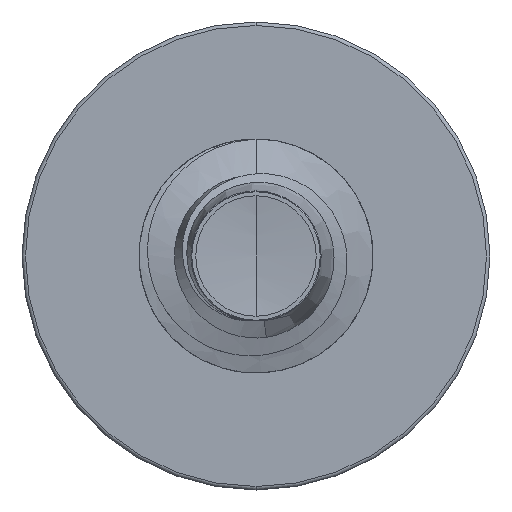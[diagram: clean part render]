
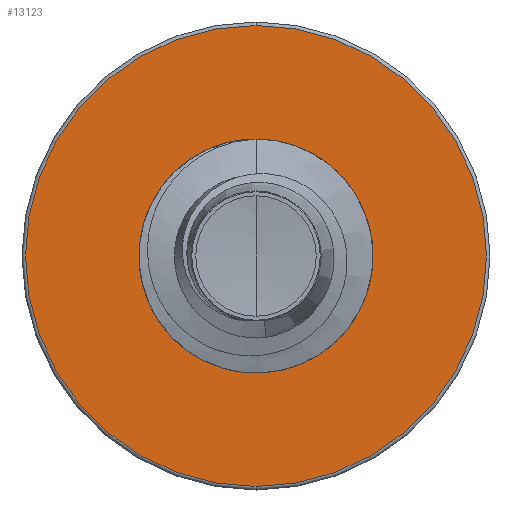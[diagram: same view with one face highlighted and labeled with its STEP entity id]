
A CAD part, front view. The second image highlights one B-rep face of the part: STEP entity #13123.
In plain terms, the highlighted planar face has unit normal (0, -1, 0).
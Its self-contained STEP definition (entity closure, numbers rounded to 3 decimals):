
#994 = ORIENTED_EDGE ( 'NONE', *, *, #15308, .T. ) ;
#1065 = CIRCLE ( 'NONE', #7504, 2.955 ) ;
#1115 = CARTESIAN_POINT ( 'NONE',  ( 0., 7.5, -2.955 ) ) ;
#1584 = DIRECTION ( 'NONE',  ( 0., 1., 0. ) ) ;
#1800 = FACE_OUTER_BOUND ( 'NONE', #7915, .T. ) ;
#1948 = VERTEX_POINT ( 'NONE', #1115 ) ;
#2721 = CARTESIAN_POINT ( 'NONE',  ( 0., 7.5, -1.412 ) ) ;
#3361 = ORIENTED_EDGE ( 'NONE', *, *, #11054, .T. ) ;
#3509 = DIRECTION ( 'NONE',  ( 0., 1., 0. ) ) ;
#3807 = CIRCLE ( 'NONE', #5963, 2.955 ) ;
#4808 = CARTESIAN_POINT ( 'NONE',  ( 0., 7.5, 0. ) ) ;
#5231 = DIRECTION ( 'NONE',  ( 0., 1., 0. ) ) ;
#5494 = VERTEX_POINT ( 'NONE', #10586 ) ;
#5580 = DIRECTION ( 'NONE',  ( 0., 1., 0. ) ) ;
#5766 = AXIS2_PLACEMENT_3D ( 'NONE', #4808, #13051, #5993 ) ;
#5963 = AXIS2_PLACEMENT_3D ( 'NONE', #10558, #3509, #11742 ) ;
#5993 = DIRECTION ( 'NONE',  ( 0., 0., 1. ) ) ;
#7504 = AXIS2_PLACEMENT_3D ( 'NONE', #12637, #5580, #13830 ) ;
#7849 = CARTESIAN_POINT ( 'NONE',  ( 0., 7.5, -1.412 ) ) ;
#7915 = EDGE_LOOP ( 'NONE', ( #13728, #11148 ) ) ;
#7979 = VERTEX_POINT ( 'NONE', #9665 ) ;
#8630 = PLANE ( 'NONE',  #14170 ) ;
#9234 = VERTEX_POINT ( 'NONE', #7849 ) ;
#9377 = EDGE_CURVE ( 'NONE', #1948, #5494, #1065, .T. ) ;
#9665 = CARTESIAN_POINT ( 'NONE',  ( 0., 7.5, 1.412 ) ) ;
#9808 = DIRECTION ( 'NONE',  ( 0., 0., 1. ) ) ;
#10260 = CIRCLE ( 'NONE', #5766, 1.412 ) ;
#10558 = CARTESIAN_POINT ( 'NONE',  ( 0., 7.5, 0. ) ) ;
#10586 = CARTESIAN_POINT ( 'NONE',  ( 0., 7.5, 2.955 ) ) ;
#11054 = EDGE_CURVE ( 'NONE', #9234, #7979, #10260, .T. ) ;
#11148 = ORIENTED_EDGE ( 'NONE', *, *, #9377, .F. ) ;
#11181 = FACE_BOUND ( 'NONE', #14277, .T. ) ;
#11742 = DIRECTION ( 'NONE',  ( 0., 0., 1. ) ) ;
#12275 = CARTESIAN_POINT ( 'NONE',  ( 0., 7.5, 0. ) ) ;
#12637 = CARTESIAN_POINT ( 'NONE',  ( 0., 7.5, 0. ) ) ;
#13051 = DIRECTION ( 'NONE',  ( 0., 1., 0. ) ) ;
#13123 = ADVANCED_FACE ( 'NONE', ( #1800, #11181 ), #8630, .F. ) ;
#13476 = DIRECTION ( 'NONE',  ( 0., 0., 1. ) ) ;
#13728 = ORIENTED_EDGE ( 'NONE', *, *, #14022, .F. ) ;
#13830 = DIRECTION ( 'NONE',  ( 0., 0., 1. ) ) ;
#14022 = EDGE_CURVE ( 'NONE', #5494, #1948, #3807, .T. ) ;
#14170 = AXIS2_PLACEMENT_3D ( 'NONE', #2721, #1584, #9808 ) ;
#14277 = EDGE_LOOP ( 'NONE', ( #994, #3361 ) ) ;
#14513 = CIRCLE ( 'NONE', #14675, 1.412 ) ;
#14675 = AXIS2_PLACEMENT_3D ( 'NONE', #12275, #5231, #13476 ) ;
#15308 = EDGE_CURVE ( 'NONE', #7979, #9234, #14513, .T. ) ;
